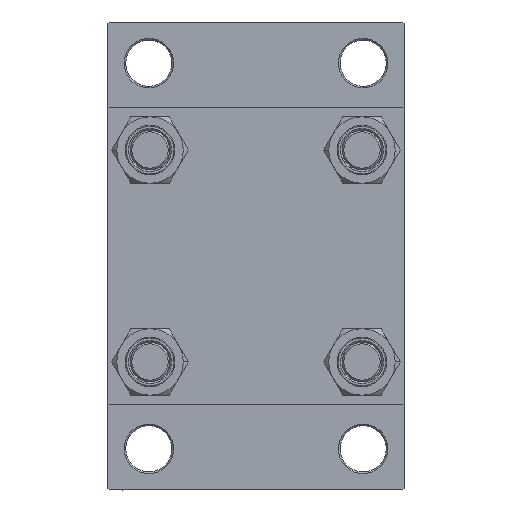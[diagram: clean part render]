
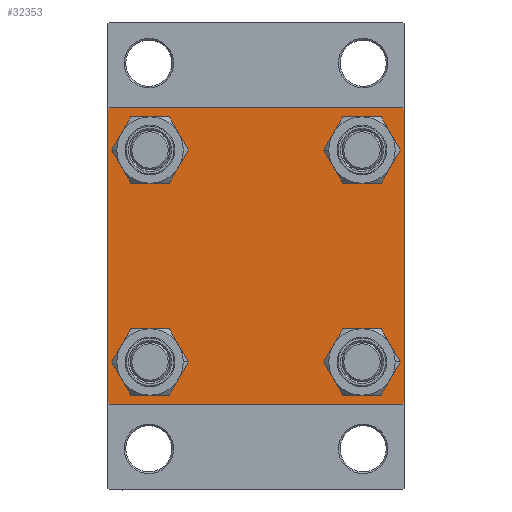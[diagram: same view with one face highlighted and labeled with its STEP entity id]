
A CAD part, left-side view. The second image highlights one B-rep face of the part: STEP entity #32353.
In plain terms, the highlighted planar face has unit normal (-1, 0, 0).
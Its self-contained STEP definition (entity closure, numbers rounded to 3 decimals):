
#380 = VECTOR ( 'NONE', #18958, 1000. ) ;
#966 = AXIS2_PLACEMENT_3D ( 'NONE', #40917, #37552, #33706 ) ;
#1054 = CARTESIAN_POINT ( 'NONE',  ( 0., 45., -44.5 ) ) ;
#2327 = EDGE_CURVE ( 'NONE', #29920, #34035, #45109, .T. ) ;
#2520 = CARTESIAN_POINT ( 'NONE',  ( 0., 32.15, -25.65 ) ) ;
#2659 = CIRCLE ( 'NONE', #24881, 6.5 ) ;
#2697 = CARTESIAN_POINT ( 'NONE',  ( 0., -45., 44.5 ) ) ;
#2912 = DIRECTION ( 'NONE',  ( -1., 0., 0. ) ) ;
#2981 = DIRECTION ( 'NONE',  ( 0., 0., 1. ) ) ;
#3143 = DIRECTION ( 'NONE',  ( 0., 0., 1. ) ) ;
#3495 = EDGE_LOOP ( 'NONE', ( #25090, #24593 ) ) ;
#3509 = DIRECTION ( 'NONE',  ( 0., 0., -1. ) ) ;
#3859 = CIRCLE ( 'NONE', #15363, 6.5 ) ;
#4052 = LINE ( 'NONE', #29465, #8669 ) ;
#4266 = CARTESIAN_POINT ( 'NONE',  ( 0., 32.15, 25.65 ) ) ;
#4296 = DIRECTION ( 'NONE',  ( 0., -0.707, 0.707 ) ) ;
#4336 = CIRCLE ( 'NONE', #37281, 6.5 ) ;
#4364 = CARTESIAN_POINT ( 'NONE',  ( 0., 44.5, -45. ) ) ;
#4486 = CIRCLE ( 'NONE', #6780, 6.5 ) ;
#4615 = EDGE_CURVE ( 'NONE', #23742, #6953, #43934, .T. ) ;
#5056 = CARTESIAN_POINT ( 'NONE',  ( 0., -32.15, 38.65 ) ) ;
#5252 = VERTEX_POINT ( 'NONE', #2697 ) ;
#5418 = CARTESIAN_POINT ( 'NONE',  ( 0., -32.15, -25.65 ) ) ;
#6196 = DIRECTION ( 'NONE',  ( 1., 0., 0. ) ) ;
#6264 = VECTOR ( 'NONE', #3509, 1000. ) ;
#6724 = ORIENTED_EDGE ( 'NONE', *, *, #22403, .F. ) ;
#6780 = AXIS2_PLACEMENT_3D ( 'NONE', #46213, #24383, #42370 ) ;
#6953 = VERTEX_POINT ( 'NONE', #29035 ) ;
#7018 = VECTOR ( 'NONE', #12507, 1000. ) ;
#7472 = FACE_BOUND ( 'NONE', #33317, .T. ) ;
#7542 = EDGE_CURVE ( 'NONE', #26889, #8720, #21828, .T. ) ;
#7605 = CARTESIAN_POINT ( 'NONE',  ( 0., 44.5, 45. ) ) ;
#8114 = VERTEX_POINT ( 'NONE', #46284 ) ;
#8630 = CARTESIAN_POINT ( 'NONE',  ( 0., -44.75, 44.75 ) ) ;
#8669 = VECTOR ( 'NONE', #4296, 1000. ) ;
#8696 = LINE ( 'NONE', #45870, #42860 ) ;
#8720 = VERTEX_POINT ( 'NONE', #5056 ) ;
#9422 = ORIENTED_EDGE ( 'NONE', *, *, #45243, .T. ) ;
#10459 = EDGE_CURVE ( 'NONE', #8114, #46663, #2659, .T. ) ;
#10817 = FACE_OUTER_BOUND ( 'NONE', #28661, .T. ) ;
#11036 = EDGE_CURVE ( 'NONE', #5252, #39429, #30464, .T. ) ;
#11976 = VERTEX_POINT ( 'NONE', #4266 ) ;
#12245 = DIRECTION ( 'NONE',  ( 0., -0.707, -0.707 ) ) ;
#12332 = VERTEX_POINT ( 'NONE', #43445 ) ;
#12507 = DIRECTION ( 'NONE',  ( 0., 0.707, -0.707 ) ) ;
#12642 = CARTESIAN_POINT ( 'NONE',  ( 0., -44.5, -45. ) ) ;
#12915 = CARTESIAN_POINT ( 'NONE',  ( 0., -32.15, -32.15 ) ) ;
#13183 = LINE ( 'NONE', #27794, #6264 ) ;
#13480 = CARTESIAN_POINT ( 'NONE',  ( 0., 32.15, -32.15 ) ) ;
#15363 = AXIS2_PLACEMENT_3D ( 'NONE', #23409, #34664, #15979 ) ;
#15979 = DIRECTION ( 'NONE',  ( 0., 0., 1. ) ) ;
#16719 = ORIENTED_EDGE ( 'NONE', *, *, #23715, .T. ) ;
#16749 = ORIENTED_EDGE ( 'NONE', *, *, #30526, .F. ) ;
#17548 = FACE_BOUND ( 'NONE', #3495, .T. ) ;
#17692 = EDGE_CURVE ( 'NONE', #34035, #18704, #41719, .T. ) ;
#17761 = EDGE_CURVE ( 'NONE', #37782, #11976, #45023, .T. ) ;
#17773 = FACE_BOUND ( 'NONE', #22973, .T. ) ;
#18704 = VERTEX_POINT ( 'NONE', #12642 ) ;
#18958 = DIRECTION ( 'NONE',  ( 0., 0.707, 0.707 ) ) ;
#19593 = EDGE_CURVE ( 'NONE', #6953, #23742, #4486, .T. ) ;
#20122 = CARTESIAN_POINT ( 'NONE',  ( 0., 45., -45. ) ) ;
#20243 = DIRECTION ( 'NONE',  ( 1., 0., 0. ) ) ;
#21539 = CARTESIAN_POINT ( 'NONE',  ( 0., 32.15, 32.15 ) ) ;
#21828 = CIRCLE ( 'NONE', #41732, 6.5 ) ;
#22089 = CARTESIAN_POINT ( 'NONE',  ( 0., 0., 0. ) ) ;
#22143 = LINE ( 'NONE', #32217, #31918 ) ;
#22403 = EDGE_CURVE ( 'NONE', #34758, #39429, #8696, .T. ) ;
#22973 = EDGE_LOOP ( 'NONE', ( #9422, #36133 ) ) ;
#22991 = ORIENTED_EDGE ( 'NONE', *, *, #44943, .T. ) ;
#23409 = CARTESIAN_POINT ( 'NONE',  ( 0., -32.15, 32.15 ) ) ;
#23715 = EDGE_CURVE ( 'NONE', #8720, #26889, #3859, .T. ) ;
#23742 = VERTEX_POINT ( 'NONE', #5418 ) ;
#24383 = DIRECTION ( 'NONE',  ( 1., 0., 0. ) ) ;
#24593 = ORIENTED_EDGE ( 'NONE', *, *, #19593, .T. ) ;
#24881 = AXIS2_PLACEMENT_3D ( 'NONE', #42074, #20243, #30337 ) ;
#25090 = ORIENTED_EDGE ( 'NONE', *, *, #4615, .T. ) ;
#25524 = AXIS2_PLACEMENT_3D ( 'NONE', #12915, #6196, #42866 ) ;
#25588 = VERTEX_POINT ( 'NONE', #40771 ) ;
#26191 = EDGE_CURVE ( 'NONE', #34758, #25588, #30726, .T. ) ;
#26889 = VERTEX_POINT ( 'NONE', #32281 ) ;
#27030 = EDGE_LOOP ( 'NONE', ( #16719, #37136 ) ) ;
#27196 = ORIENTED_EDGE ( 'NONE', *, *, #17692, .T. ) ;
#27794 = CARTESIAN_POINT ( 'NONE',  ( 0., -45., 45. ) ) ;
#28101 = DIRECTION ( 'NONE',  ( 1., 0., 0. ) ) ;
#28138 = AXIS2_PLACEMENT_3D ( 'NONE', #21539, #46969, #39546 ) ;
#28362 = ORIENTED_EDGE ( 'NONE', *, *, #2327, .T. ) ;
#28661 = EDGE_LOOP ( 'NONE', ( #22991, #28362, #27196, #29848, #16749, #33420, #6724, #40586 ) ) ;
#29035 = CARTESIAN_POINT ( 'NONE',  ( 0., -32.15, -38.65 ) ) ;
#29465 = CARTESIAN_POINT ( 'NONE',  ( 0., -44.75, -44.75 ) ) ;
#29848 = ORIENTED_EDGE ( 'NONE', *, *, #33569, .T. ) ;
#29920 = VERTEX_POINT ( 'NONE', #1054 ) ;
#30337 = DIRECTION ( 'NONE',  ( 0., 0., 1. ) ) ;
#30439 = CARTESIAN_POINT ( 'NONE',  ( 0., 32.15, 38.65 ) ) ;
#30464 = LINE ( 'NONE', #8630, #380 ) ;
#30526 = EDGE_CURVE ( 'NONE', #5252, #12332, #13183, .T. ) ;
#30726 = LINE ( 'NONE', #45366, #7018 ) ;
#30743 = DIRECTION ( 'NONE',  ( 0., 0., 1. ) ) ;
#31761 = CARTESIAN_POINT ( 'NONE',  ( 0., -32.15, 32.15 ) ) ;
#31918 = VECTOR ( 'NONE', #46628, 1000. ) ;
#32022 = ORIENTED_EDGE ( 'NONE', *, *, #17761, .T. ) ;
#32217 = CARTESIAN_POINT ( 'NONE',  ( 0., 45., 45. ) ) ;
#32281 = CARTESIAN_POINT ( 'NONE',  ( 0., -32.15, 25.65 ) ) ;
#32353 = ADVANCED_FACE ( 'NONE', ( #35762, #17548, #17773, #7472, #10817 ), #32386, .T. ) ;
#32386 = PLANE ( 'NONE',  #42339 ) ;
#32639 = EDGE_CURVE ( 'NONE', #11976, #37782, #44631, .T. ) ;
#33317 = EDGE_LOOP ( 'NONE', ( #32022, #42462 ) ) ;
#33420 = ORIENTED_EDGE ( 'NONE', *, *, #11036, .T. ) ;
#33569 = EDGE_CURVE ( 'NONE', #18704, #12332, #4052, .T. ) ;
#33706 = DIRECTION ( 'NONE',  ( 0., 0., 1. ) ) ;
#34035 = VERTEX_POINT ( 'NONE', #4364 ) ;
#34664 = DIRECTION ( 'NONE',  ( 1., 0., 0. ) ) ;
#34758 = VERTEX_POINT ( 'NONE', #7605 ) ;
#35762 = FACE_BOUND ( 'NONE', #27030, .T. ) ;
#36133 = ORIENTED_EDGE ( 'NONE', *, *, #10459, .T. ) ;
#37136 = ORIENTED_EDGE ( 'NONE', *, *, #7542, .T. ) ;
#37281 = AXIS2_PLACEMENT_3D ( 'NONE', #13480, #28101, #30743 ) ;
#37552 = DIRECTION ( 'NONE',  ( 1., 0., 0. ) ) ;
#37782 = VERTEX_POINT ( 'NONE', #30439 ) ;
#38127 = DIRECTION ( 'NONE',  ( 0., -1., 0. ) ) ;
#38515 = VECTOR ( 'NONE', #12245, 1000. ) ;
#39203 = DIRECTION ( 'NONE',  ( 1., 0., 0. ) ) ;
#39429 = VERTEX_POINT ( 'NONE', #42059 ) ;
#39546 = DIRECTION ( 'NONE',  ( 0., 0., 1. ) ) ;
#40586 = ORIENTED_EDGE ( 'NONE', *, *, #26191, .T. ) ;
#40771 = CARTESIAN_POINT ( 'NONE',  ( 0., 45., 44.5 ) ) ;
#40917 = CARTESIAN_POINT ( 'NONE',  ( 0., 32.15, 32.15 ) ) ;
#41719 = LINE ( 'NONE', #20122, #47301 ) ;
#41732 = AXIS2_PLACEMENT_3D ( 'NONE', #31761, #39203, #2981 ) ;
#42059 = CARTESIAN_POINT ( 'NONE',  ( 0., -44.5, 45. ) ) ;
#42074 = CARTESIAN_POINT ( 'NONE',  ( 0., 32.15, -32.15 ) ) ;
#42339 = AXIS2_PLACEMENT_3D ( 'NONE', #22089, #2912, #3143 ) ;
#42370 = DIRECTION ( 'NONE',  ( 0., 0., 1. ) ) ;
#42462 = ORIENTED_EDGE ( 'NONE', *, *, #32639, .T. ) ;
#42860 = VECTOR ( 'NONE', #46109, 1000. ) ;
#42866 = DIRECTION ( 'NONE',  ( 0., 0., 1. ) ) ;
#43445 = CARTESIAN_POINT ( 'NONE',  ( 0., -45., -44.5 ) ) ;
#43934 = CIRCLE ( 'NONE', #25524, 6.5 ) ;
#44166 = CARTESIAN_POINT ( 'NONE',  ( 0., 44.75, -44.75 ) ) ;
#44631 = CIRCLE ( 'NONE', #966, 6.5 ) ;
#44943 = EDGE_CURVE ( 'NONE', #25588, #29920, #22143, .T. ) ;
#45023 = CIRCLE ( 'NONE', #28138, 6.5 ) ;
#45109 = LINE ( 'NONE', #44166, #38515 ) ;
#45243 = EDGE_CURVE ( 'NONE', #46663, #8114, #4336, .T. ) ;
#45366 = CARTESIAN_POINT ( 'NONE',  ( 0., 44.75, 44.75 ) ) ;
#45870 = CARTESIAN_POINT ( 'NONE',  ( 0., 45., 45. ) ) ;
#46109 = DIRECTION ( 'NONE',  ( 0., -1., 0. ) ) ;
#46213 = CARTESIAN_POINT ( 'NONE',  ( 0., -32.15, -32.15 ) ) ;
#46284 = CARTESIAN_POINT ( 'NONE',  ( 0., 32.15, -38.65 ) ) ;
#46628 = DIRECTION ( 'NONE',  ( 0., 0., -1. ) ) ;
#46663 = VERTEX_POINT ( 'NONE', #2520 ) ;
#46969 = DIRECTION ( 'NONE',  ( 1., 0., 0. ) ) ;
#47301 = VECTOR ( 'NONE', #38127, 1000. ) ;
